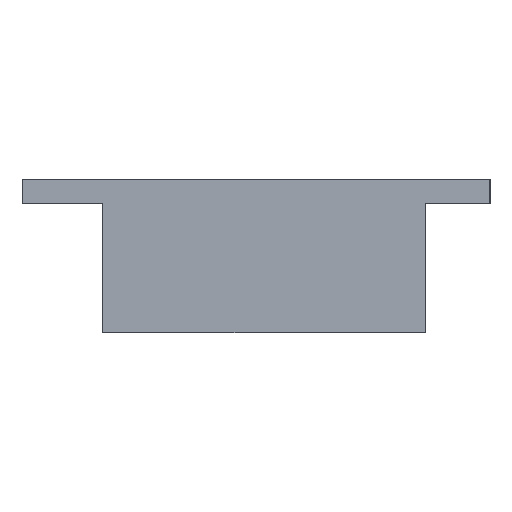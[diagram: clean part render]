
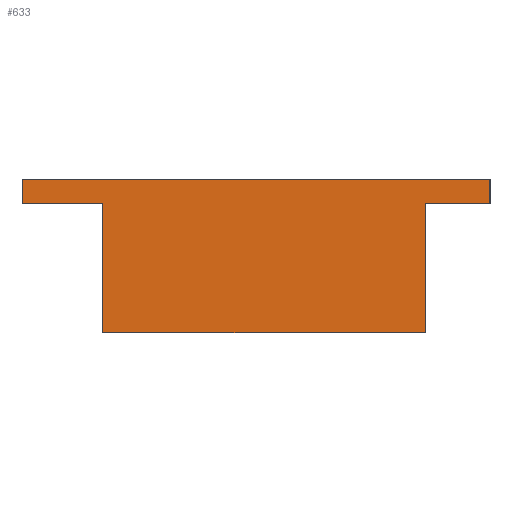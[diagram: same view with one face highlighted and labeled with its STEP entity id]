
A CAD part, left-side view. The second image highlights one B-rep face of the part: STEP entity #633.
In plain terms, the highlighted planar face has unit normal (-1, 0, 0).
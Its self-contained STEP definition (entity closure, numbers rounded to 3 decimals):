
#65=FACE_OUTER_BOUND('',#100,.T.);
#100=EDGE_LOOP('',(#553,#554,#555,#556,#557,#558,#559,#560));
#110=LINE('',#856,#188);
#119=LINE('',#874,#197);
#123=LINE('',#882,#201);
#133=LINE('',#901,#211);
#141=LINE('',#916,#219);
#169=LINE('',#989,#247);
#183=LINE('',#1016,#261);
#184=LINE('',#1018,#262);
#188=VECTOR('',#695,10.);
#197=VECTOR('',#710,10.);
#201=VECTOR('',#718,10.);
#211=VECTOR('',#730,10.);
#219=VECTOR('',#738,10.);
#247=VECTOR('',#814,10.);
#261=VECTOR('',#840,10.);
#262=VECTOR('',#843,10.);
#266=VERTEX_POINT('',#853);
#267=VERTEX_POINT('',#855);
#273=VERTEX_POINT('',#873);
#275=VERTEX_POINT('',#881);
#283=VERTEX_POINT('',#900);
#290=VERTEX_POINT('',#914);
#311=VERTEX_POINT('',#988);
#318=VERTEX_POINT('',#1014);
#322=EDGE_CURVE('',#266,#267,#110,.T.);
#331=EDGE_CURVE('',#267,#273,#119,.T.);
#335=EDGE_CURVE('',#273,#275,#123,.T.);
#345=EDGE_CURVE('',#283,#275,#133,.T.);
#353=EDGE_CURVE('',#266,#290,#141,.T.);
#389=EDGE_CURVE('',#283,#311,#169,.T.);
#403=EDGE_CURVE('',#290,#318,#183,.T.);
#404=EDGE_CURVE('',#311,#318,#184,.T.);
#553=ORIENTED_EDGE('',*,*,#345,.T.);
#554=ORIENTED_EDGE('',*,*,#335,.F.);
#555=ORIENTED_EDGE('',*,*,#331,.F.);
#556=ORIENTED_EDGE('',*,*,#322,.F.);
#557=ORIENTED_EDGE('',*,*,#353,.T.);
#558=ORIENTED_EDGE('',*,*,#403,.T.);
#559=ORIENTED_EDGE('',*,*,#404,.F.);
#560=ORIENTED_EDGE('',*,*,#389,.F.);
#602=PLANE('',#686);
#633=ADVANCED_FACE('',(#65),#602,.T.);
#686=AXIS2_PLACEMENT_3D('',#1017,#841,#842);
#695=DIRECTION('',(0.,0.,-1.));
#710=DIRECTION('',(0.,1.,0.));
#718=DIRECTION('',(0.,0.,1.));
#730=DIRECTION('',(0.,-1.,0.));
#738=DIRECTION('',(0.,-1.,0.));
#814=DIRECTION('',(0.,0.,1.));
#840=DIRECTION('',(0.,0.,1.));
#841=DIRECTION('center_axis',(-1.,0.,0.));
#842=DIRECTION('ref_axis',(0.,-1.,0.));
#843=DIRECTION('',(0.,-1.,0.));
#853=CARTESIAN_POINT('',(-43.419,-15.,45.));
#855=CARTESIAN_POINT('',(-43.419,-15.,29.));
#856=CARTESIAN_POINT('',(-43.419,-15.,45.));
#873=CARTESIAN_POINT('',(-43.419,25.,29.));
#874=CARTESIAN_POINT('',(-43.419,0.,29.));
#881=CARTESIAN_POINT('',(-43.419,25.,45.));
#882=CARTESIAN_POINT('',(-43.419,25.,45.));
#900=CARTESIAN_POINT('',(-43.419,35.,45.));
#901=CARTESIAN_POINT('',(-43.419,35.,45.));
#914=CARTESIAN_POINT('',(-43.419,-23.,45.));
#916=CARTESIAN_POINT('',(-43.419,35.,45.));
#988=CARTESIAN_POINT('',(-43.419,35.,48.));
#989=CARTESIAN_POINT('',(-43.419,35.,45.));
#1014=CARTESIAN_POINT('',(-43.419,-23.,48.));
#1016=CARTESIAN_POINT('',(-43.419,-23.,45.));
#1017=CARTESIAN_POINT('Origin',(-43.419,35.,45.));
#1018=CARTESIAN_POINT('',(-43.419,35.,48.));
